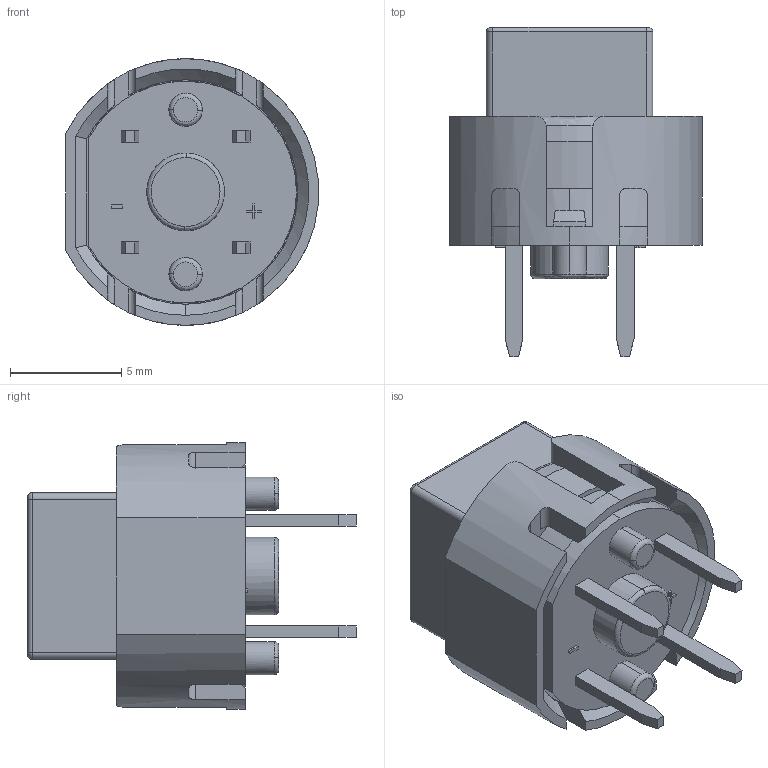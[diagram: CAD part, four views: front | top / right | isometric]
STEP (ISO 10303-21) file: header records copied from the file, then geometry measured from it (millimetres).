
FILE_DESCRIPTION (( 'STEP AP214' ), '1' );
FILE_NAME ('D6C40F2LFS.STEP', '2023-12-08T11:13:59', ( '' ), ( '' ), 'SwSTEP 2.0', 'SolidWorks 2024', '' );
FILE_SCHEMA (( 'AUTOMOTIVE_DESIGN' ));
Length unit declared in the file: millimetre
Products named in the file (2): D6C40F2LFS_PART1; D6C40F2LFS
Assembly tree (1 placements, depth 2):
  D6C40F2LFS
    D6C40F2LFS_PART1
Bounding box: 11.38 x 14.8 x 12 mm (x, y, z)
Volume: 849.2 mm3; surface area: 784.7 mm2
Topology: 1 solids, 1 shells, 158 faces, 434 edges, 281 vertices
Faces by surface type: plane 85, cylinder 44, cone 15, bspline 10, torus 4
Entity records: 5701 total; most frequent: CARTESIAN_POINT 1368, ORIENTED_EDGE 868, DIRECTION 797, EDGE_CURVE 434, VERTEX_POINT 281, AXIS2_PLACEMENT_3D 271, LINE 255, VECTOR 255
